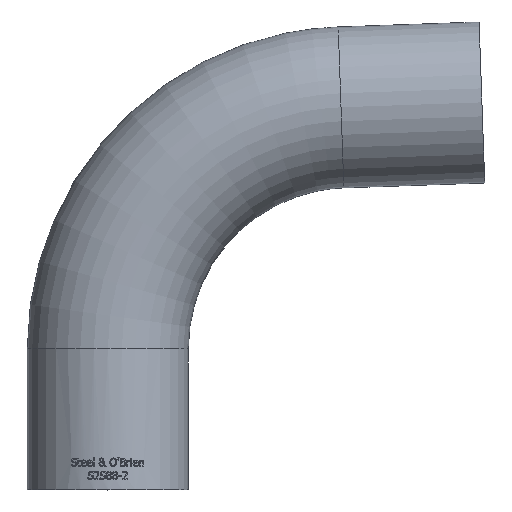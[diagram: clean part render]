
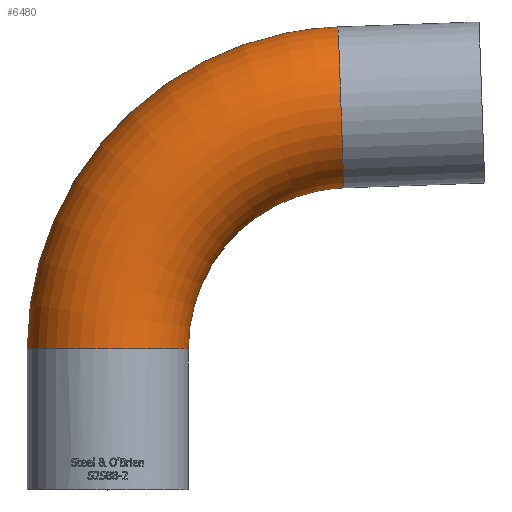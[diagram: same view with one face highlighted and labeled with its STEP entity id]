
A CAD part, top view. The second image highlights one B-rep face of the part: STEP entity #6480.
In plain terms, the highlighted toroidal (fillet/blend) face has major radius 76.2 mm and minor radius 25.4 mm.
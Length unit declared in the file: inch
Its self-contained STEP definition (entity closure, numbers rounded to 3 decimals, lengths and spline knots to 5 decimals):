
#14=TOROIDAL_SURFACE('',#6754,3.,1.);
#66=FACE_BOUND('',#1144,.T.);
#747=FACE_OUTER_BOUND('',#1143,.T.);
#1143=EDGE_LOOP('',(#6054));
#1144=EDGE_LOOP('',(#6055));
#1675=CIRCLE('',#6732,1.);
#1681=CIRCLE('',#6753,1.);
#3163=VERTEX_POINT('',#15252);
#3169=VERTEX_POINT('',#15279);
#4128=EDGE_CURVE('',#3163,#3163,#1675,.T.);
#4134=EDGE_CURVE('',#3169,#3169,#1681,.T.);
#6054=ORIENTED_EDGE('',*,*,#4134,.T.);
#6055=ORIENTED_EDGE('',*,*,#4128,.F.);
#6480=ADVANCED_FACE('',(#747,#66),#14,.T.);
#6732=AXIS2_PLACEMENT_3D('',#15253,#7671,#7672);
#6753=AXIS2_PLACEMENT_3D('',#15280,#7713,#7714);
#6754=AXIS2_PLACEMENT_3D('',#15281,#7715,#7716);
#7671=DIRECTION('center_axis',(0.,-1.,0.));
#7672=DIRECTION('ref_axis',(1.,0.,0.));
#7713=DIRECTION('center_axis',(-0.999,-0.035,0.));
#7714=DIRECTION('ref_axis',(0.035,-0.999,0.));
#7715=DIRECTION('center_axis',(0.,0.,-1.));
#7716=DIRECTION('ref_axis',(-1.,0.,0.));
#15252=CARTESIAN_POINT('',(-1.,1.75,0.));
#15253=CARTESIAN_POINT('Origin',(0.,1.75,0.));
#15279=CARTESIAN_POINT('',(2.8604,5.74756,0.));
#15280=CARTESIAN_POINT('Origin',(2.8953,4.74817,0.));
#15281=CARTESIAN_POINT('Origin',(3.,1.75,0.));
